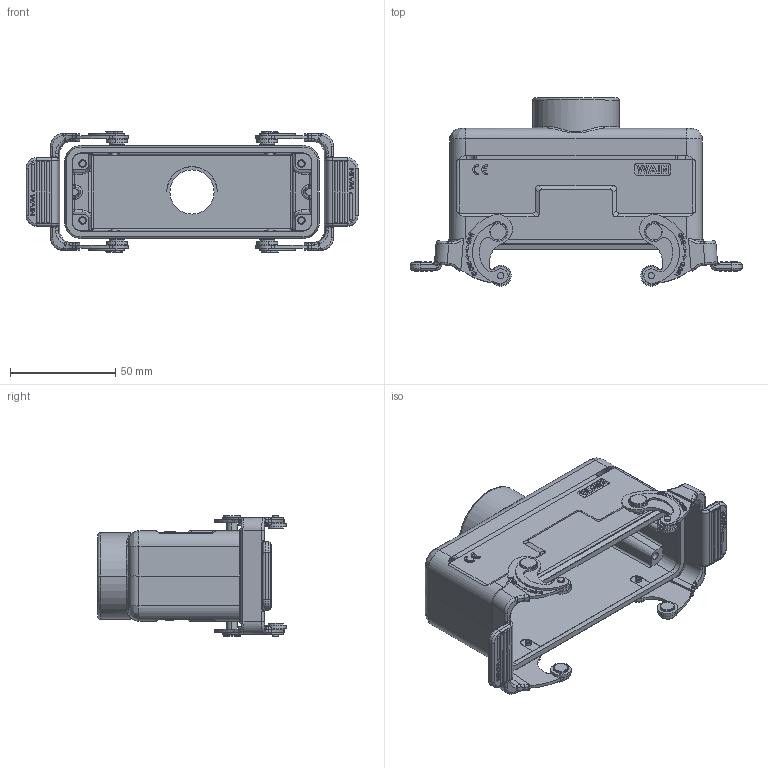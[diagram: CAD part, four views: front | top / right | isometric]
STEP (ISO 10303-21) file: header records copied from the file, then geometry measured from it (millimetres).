
FILE_DESCRIPTION((''),'2;1');
FILE_NAME('3D_1111247411001_W24B-CCT-2L_SC','2023-12-26T',('p.yu'),(''),'PRO/ENGINEER BY PARAMETRIC TECHNOLOGY CORPORATION, 2012480','PRO/ENGINEER BY PARAMETRIC TECHNOLOGY CORPORATION, 2012480','');
FILE_SCHEMA(('CONFIG_CONTROL_DESIGN'));
Products named in the file (1): 3D_1111247411001_W24B-CCT-2L_SC
Bounding box: 157.8 x 89.4 x 57.5 mm (x, y, z)
Volume: 100039.9 mm3; surface area: 60767 mm2
Topology: 1 solids, 2 shells, 1604 faces, 4331 edges, 2873 vertices
Faces by surface type: plane 793, cylinder 383, extrusion 158, bspline 88, torus 74, cone 56, sphere 48, revolution 4
Entity records: 56228 total; most frequent: CARTESIAN_POINT 16298, ORIENTED_EDGE 8610, DIRECTION 7734, EDGE_CURVE 4305, VERTEX_POINT 2873, AXIS2_PLACEMENT_3D 2591, VECTOR 2548, LINE 2390
